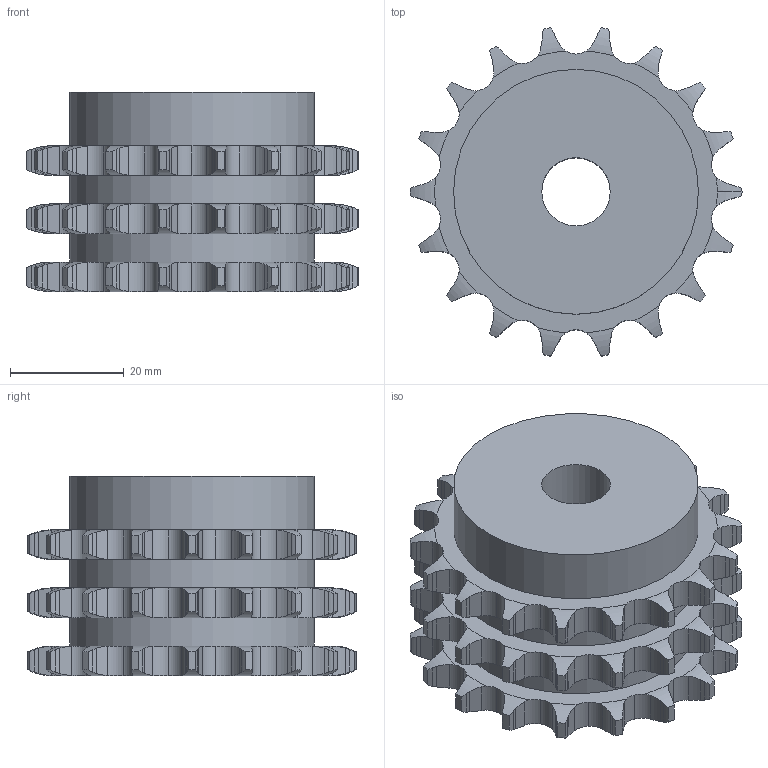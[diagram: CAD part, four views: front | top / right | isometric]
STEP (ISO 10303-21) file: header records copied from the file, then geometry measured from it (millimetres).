
FILE_DESCRIPTION(('FreeCAD Model'),'2;1');
FILE_NAME('Open CASCADE Shape Model','2021-09-19T10:22:35',('FreeCAD'),( 'FreeCAD'),'Open CASCADE STEP processor 7.4','FreeCAD','Unknown');
FILE_SCHEMA(('AUTOMOTIVE_DESIGN { 1 0 10303 214 1 1 1 1 }'));
Products named in the file (1): Open CASCADE STEP translator 7.4 11
Bounding box: 58.3 x 57.63 x 35 mm (x, y, z)
Volume: 57085.8 mm3; surface area: 14420.3 mm2
Topology: 1 solids, 1 shells, 615 faces, 1816 edges, 1209 vertices
Faces by surface type: cylinder 385, plane 116, torus 114
Full cylindrical faces by diameter (mm): 12 x1, 43 x3
Entity records: 54186 total; most frequent: CARTESIAN_POINT 23113, DIRECTION 4340, ORIENTED_EDGE 3632, PCURVE 3632, DEFINITIONAL_REPRESENTATION 3632, B_SPLINE_CURVE_WITH_KNOTS 2592, LINE 2057, VECTOR 2057
